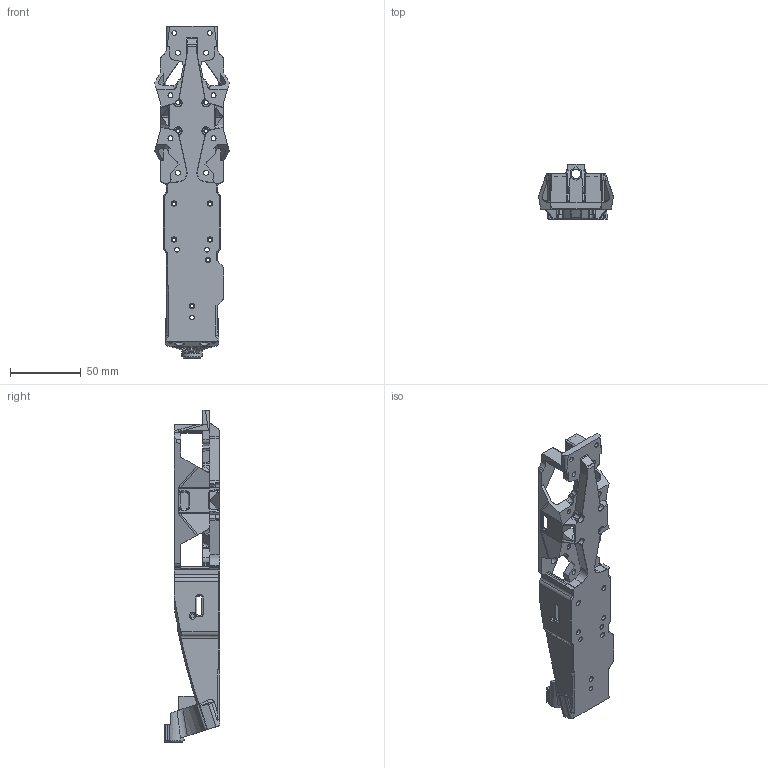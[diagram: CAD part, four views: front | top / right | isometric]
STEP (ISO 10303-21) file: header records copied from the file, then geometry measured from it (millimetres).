
FILE_DESCRIPTION((''),'2;1');
FILE_NAME('CHASSIS_CORE_RIGHT_USB','2026-01-22T15:00:27',('james'),(''),'CREO PARAMETRIC BY PTC INC, 2023294','CREO PARAMETRIC BY PTC INC, 2023294','');
FILE_SCHEMA(('CONFIG_CONTROL_DESIGN'));
Products named in the file (1): CHASSIS_CORE_RIGHT_USB
Bounding box: 52.78 x 39 x 235.13 mm (x, y, z)
Volume: 74811.5 mm3; surface area: 48466.1 mm2
Topology: 1 solids, 1 shells, 1073 faces, 2911 edges, 1828 vertices
Faces by surface type: plane 411, cylinder 396, bspline 119, cone 74, torus 57, extrusion 14, sphere 2
Entity records: 74012 total; most frequent: CARTESIAN_POINT 47631, ORIENTED_EDGE 5822, DIRECTION 5132, EDGE_CURVE 2911, VERTEX_POINT 1828, AXIS2_PLACEMENT_3D 1807, VECTOR 1518, LINE 1504
